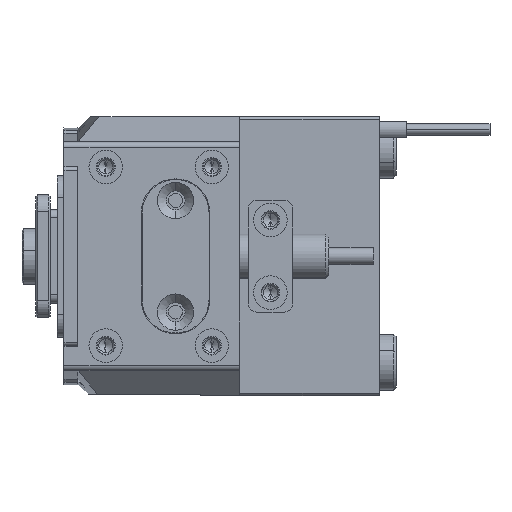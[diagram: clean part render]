
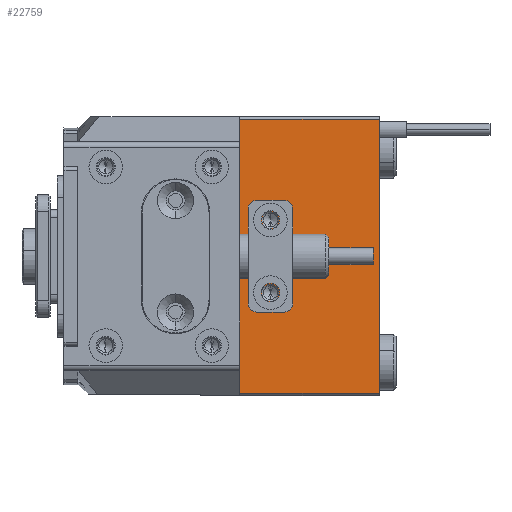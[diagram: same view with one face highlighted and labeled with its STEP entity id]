
A CAD part, left-side view. The second image highlights one B-rep face of the part: STEP entity #22759.
In plain terms, the highlighted planar face has unit normal (-1, 0, 0).
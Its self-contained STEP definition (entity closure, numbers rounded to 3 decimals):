
#236 = CARTESIAN_POINT ( 'NONE',  ( -40.5, -13., 6.5 ) ) ;
#262 = CARTESIAN_POINT ( 'NONE',  ( -40.5, -13., 4.95 ) ) ;
#1314 = VECTOR ( 'NONE', #23533, 1000. ) ;
#3788 = DIRECTION ( 'NONE',  ( 0., 0., -1. ) ) ;
#4063 = CARTESIAN_POINT ( 'NONE',  ( -40.5, -32.5, 24.5 ) ) ;
#5201 = VERTEX_POINT ( 'NONE', #42969 ) ;
#6697 = LINE ( 'NONE', #4063, #49953 ) ;
#6800 = FACE_BOUND ( 'NONE', #42976, .T. ) ;
#7701 = AXIS2_PLACEMENT_3D ( 'NONE', #26437, #15024, #42274 ) ;
#9261 = VERTEX_POINT ( 'NONE', #35812 ) ;
#9627 = CARTESIAN_POINT ( 'NONE',  ( -40.5, -13., -8.05 ) ) ;
#10196 = VERTEX_POINT ( 'NONE', #27176 ) ;
#10293 = VERTEX_POINT ( 'NONE', #32431 ) ;
#10429 = LINE ( 'NONE', #17407, #37869 ) ;
#11745 = DIRECTION ( 'NONE',  ( 1., 0., 0. ) ) ;
#11847 = EDGE_CURVE ( 'NONE', #5201, #10196, #10429, .T. ) ;
#15024 = DIRECTION ( 'NONE',  ( 1., 0., 0. ) ) ;
#16567 = VERTEX_POINT ( 'NONE', #50198 ) ;
#17313 = EDGE_LOOP ( 'NONE', ( #19222, #26187 ) ) ;
#17407 = CARTESIAN_POINT ( 'NONE',  ( -40.5, -7.5, 25. ) ) ;
#19016 = ORIENTED_EDGE ( 'NONE', *, *, #34863, .T. ) ;
#19222 = ORIENTED_EDGE ( 'NONE', *, *, #44453, .T. ) ;
#19267 = PLANE ( 'NONE',  #34555 ) ;
#19590 = CARTESIAN_POINT ( 'NONE',  ( -40.5, -32.5, 25. ) ) ;
#19638 = DIRECTION ( 'NONE',  ( 0., 0., -1. ) ) ;
#22759 = ADVANCED_FACE ( 'NONE', ( #6800, #44555, #25046 ), #19267, .F. ) ;
#23189 = DIRECTION ( 'NONE',  ( 1., 0., 0. ) ) ;
#23306 = ORIENTED_EDGE ( 'NONE', *, *, #43098, .T. ) ;
#23533 = DIRECTION ( 'NONE',  ( 0., 0., -1. ) ) ;
#23837 = CIRCLE ( 'NONE', #27365, 1.55 ) ;
#25046 = FACE_OUTER_BOUND ( 'NONE', #37958, .T. ) ;
#25551 = VERTEX_POINT ( 'NONE', #262 ) ;
#26187 = ORIENTED_EDGE ( 'NONE', *, *, #30596, .T. ) ;
#26264 = CIRCLE ( 'NONE', #7701, 1.55 ) ;
#26437 = CARTESIAN_POINT ( 'NONE',  ( -40.5, -13., -6.5 ) ) ;
#26779 = DIRECTION ( 'NONE',  ( 0., 0., -1. ) ) ;
#26784 = ORIENTED_EDGE ( 'NONE', *, *, #41039, .T. ) ;
#27176 = CARTESIAN_POINT ( 'NONE',  ( -40.5, -7.5, -24.5 ) ) ;
#27333 = LINE ( 'NONE', #42129, #38351 ) ;
#27365 = AXIS2_PLACEMENT_3D ( 'NONE', #46216, #50126, #26779 ) ;
#28642 = AXIS2_PLACEMENT_3D ( 'NONE', #46695, #23189, #3788 ) ;
#30596 = EDGE_CURVE ( 'NONE', #40689, #46923, #26264, .T. ) ;
#30616 = EDGE_CURVE ( 'NONE', #10293, #16567, #33588, .T. ) ;
#30951 = DIRECTION ( 'NONE',  ( 0., 1., 0. ) ) ;
#31848 = EDGE_CURVE ( 'NONE', #10293, #5201, #6697, .T. ) ;
#32134 = CIRCLE ( 'NONE', #28642, 1.55 ) ;
#32431 = CARTESIAN_POINT ( 'NONE',  ( -40.5, -32.5, 24.5 ) ) ;
#33424 = AXIS2_PLACEMENT_3D ( 'NONE', #236, #34955, #19638 ) ;
#33588 = LINE ( 'NONE', #43133, #1314 ) ;
#34555 = AXIS2_PLACEMENT_3D ( 'NONE', #19590, #11745, #42924 ) ;
#34863 = EDGE_CURVE ( 'NONE', #25551, #9261, #23837, .T. ) ;
#34955 = DIRECTION ( 'NONE',  ( 1., 0., 0. ) ) ;
#35812 = CARTESIAN_POINT ( 'NONE',  ( -40.5, -13., 8.05 ) ) ;
#36818 = ORIENTED_EDGE ( 'NONE', *, *, #11847, .T. ) ;
#37002 = DIRECTION ( 'NONE',  ( 0., 0., -1. ) ) ;
#37869 = VECTOR ( 'NONE', #37002, 1000. ) ;
#37958 = EDGE_LOOP ( 'NONE', ( #36818, #23306, #48584, #49101 ) ) ;
#38351 = VECTOR ( 'NONE', #50310, 1000. ) ;
#40689 = VERTEX_POINT ( 'NONE', #9627 ) ;
#41039 = EDGE_CURVE ( 'NONE', #9261, #25551, #42686, .T. ) ;
#42129 = CARTESIAN_POINT ( 'NONE',  ( -40.5, -32.5, -24.5 ) ) ;
#42274 = DIRECTION ( 'NONE',  ( 0., 0., -1. ) ) ;
#42686 = CIRCLE ( 'NONE', #33424, 1.55 ) ;
#42924 = DIRECTION ( 'NONE',  ( 0., 0., -1. ) ) ;
#42969 = CARTESIAN_POINT ( 'NONE',  ( -40.5, -7.5, 24.5 ) ) ;
#42976 = EDGE_LOOP ( 'NONE', ( #26784, #19016 ) ) ;
#43098 = EDGE_CURVE ( 'NONE', #10196, #16567, #27333, .T. ) ;
#43133 = CARTESIAN_POINT ( 'NONE',  ( -40.5, -32.5, 25. ) ) ;
#44453 = EDGE_CURVE ( 'NONE', #46923, #40689, #32134, .T. ) ;
#44555 = FACE_BOUND ( 'NONE', #17313, .T. ) ;
#44964 = CARTESIAN_POINT ( 'NONE',  ( -40.5, -13., -4.95 ) ) ;
#46216 = CARTESIAN_POINT ( 'NONE',  ( -40.5, -13., 6.5 ) ) ;
#46695 = CARTESIAN_POINT ( 'NONE',  ( -40.5, -13., -6.5 ) ) ;
#46923 = VERTEX_POINT ( 'NONE', #44964 ) ;
#48584 = ORIENTED_EDGE ( 'NONE', *, *, #30616, .F. ) ;
#49101 = ORIENTED_EDGE ( 'NONE', *, *, #31848, .T. ) ;
#49953 = VECTOR ( 'NONE', #30951, 1000. ) ;
#50126 = DIRECTION ( 'NONE',  ( 1., 0., 0. ) ) ;
#50198 = CARTESIAN_POINT ( 'NONE',  ( -40.5, -32.5, -24.5 ) ) ;
#50310 = DIRECTION ( 'NONE',  ( 0., -1., 0. ) ) ;
